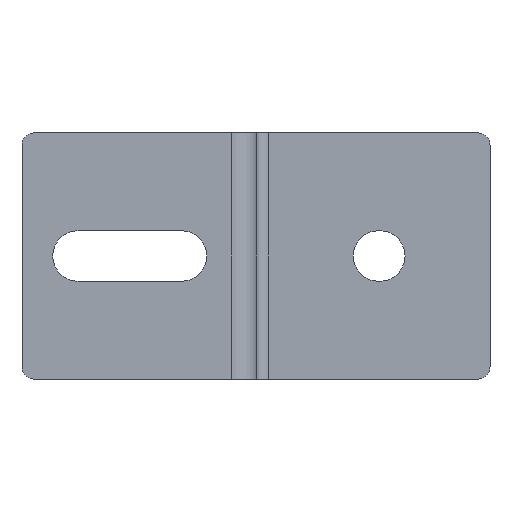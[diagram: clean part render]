
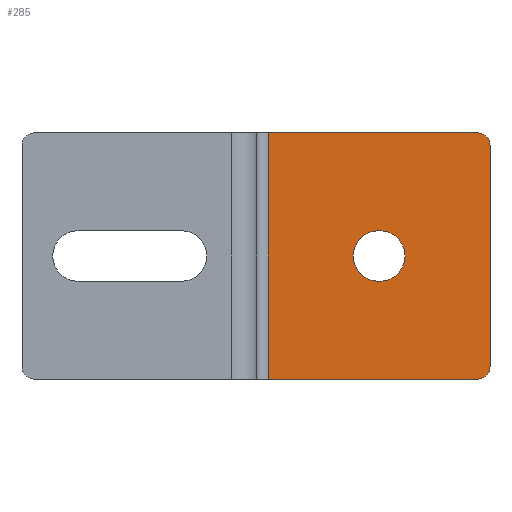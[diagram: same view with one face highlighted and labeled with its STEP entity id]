
A CAD part, left-side view. The second image highlights one B-rep face of the part: STEP entity #285.
In plain terms, the highlighted planar face has unit normal (-1, 0, 0).
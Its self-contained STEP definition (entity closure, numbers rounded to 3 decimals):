
#1 = ORIENTED_EDGE ( 'NONE', *, *, #26, .T. ) ;
#23 = DIRECTION ( 'NONE',  ( -1., 0., 0. ) ) ;
#26 = EDGE_CURVE ( 'NONE', #738, #81, #144, .T. ) ;
#29 = DIRECTION ( 'NONE',  ( -1., 0., 0. ) ) ;
#32 = DIRECTION ( 'NONE',  ( 1., 0., 0. ) ) ;
#49 = DIRECTION ( 'NONE',  ( 0., 1., 0. ) ) ;
#77 = CARTESIAN_POINT ( 'NONE',  ( -2., 0., 40. ) ) ;
#81 = VERTEX_POINT ( 'NONE', #545 ) ;
#86 = DIRECTION ( 'NONE',  ( 0., 0., 1. ) ) ;
#110 = DIRECTION ( 'NONE',  ( 0., -1., 0. ) ) ;
#128 = CARTESIAN_POINT ( 'NONE',  ( -2., -38., 38. ) ) ;
#142 = ORIENTED_EDGE ( 'NONE', *, *, #172, .F. ) ;
#144 = CIRCLE ( 'NONE', #595, 2. ) ;
#147 = VECTOR ( 'NONE', #920, 1000. ) ;
#172 = EDGE_CURVE ( 'NONE', #900, #977, #1003, .T. ) ;
#197 = LINE ( 'NONE', #535, #468 ) ;
#198 = AXIS2_PLACEMENT_3D ( 'NONE', #950, #901, #49 ) ;
#213 = CARTESIAN_POINT ( 'NONE',  ( -2., -4., 0. ) ) ;
#232 = VERTEX_POINT ( 'NONE', #236 ) ;
#236 = CARTESIAN_POINT ( 'NONE',  ( -2., -22.1, 24.1 ) ) ;
#240 = AXIS2_PLACEMENT_3D ( 'NONE', #280, #32, #620 ) ;
#257 = CARTESIAN_POINT ( 'NONE',  ( -2., -38., 2. ) ) ;
#258 = CIRCLE ( 'NONE', #1035, 4.1 ) ;
#280 = CARTESIAN_POINT ( 'NONE',  ( -2., -22.1, 20. ) ) ;
#285 = ADVANCED_FACE ( 'NONE', ( #952, #867 ), #945, .T. ) ;
#302 = DIRECTION ( 'NONE',  ( 1., 0., 0. ) ) ;
#334 = CARTESIAN_POINT ( 'NONE',  ( -2., 0., 24.1 ) ) ;
#337 = CARTESIAN_POINT ( 'NONE',  ( -2., -4., 40. ) ) ;
#344 = VERTEX_POINT ( 'NONE', #508 ) ;
#370 = ORIENTED_EDGE ( 'NONE', *, *, #446, .T. ) ;
#376 = CARTESIAN_POINT ( 'NONE',  ( -2., -21.9, 15.9 ) ) ;
#379 = EDGE_LOOP ( 'NONE', ( #503, #801, #643, #1, #689, #142 ) ) ;
#398 = DIRECTION ( 'NONE',  ( 0., 1., 0. ) ) ;
#404 = CARTESIAN_POINT ( 'NONE',  ( -2., -40., 40. ) ) ;
#430 = VERTEX_POINT ( 'NONE', #592 ) ;
#435 = CARTESIAN_POINT ( 'NONE',  ( -2., -40., 2. ) ) ;
#444 = DIRECTION ( 'NONE',  ( 0., -1., 0. ) ) ;
#445 = DIRECTION ( 'NONE',  ( 0., 1., 0. ) ) ;
#446 = EDGE_CURVE ( 'NONE', #344, #888, #831, .T. ) ;
#468 = VECTOR ( 'NONE', #445, 1000. ) ;
#470 = VERTEX_POINT ( 'NONE', #435 ) ;
#503 = ORIENTED_EDGE ( 'NONE', *, *, #536, .F. ) ;
#506 = VECTOR ( 'NONE', #668, 1000. ) ;
#508 = CARTESIAN_POINT ( 'NONE',  ( -2., -22.1, 15.9 ) ) ;
#523 = CARTESIAN_POINT ( 'NONE',  ( -2., -40., 38. ) ) ;
#530 = EDGE_CURVE ( 'NONE', #888, #430, #934, .T. ) ;
#532 = CARTESIAN_POINT ( 'NONE',  ( -2., 0., 40. ) ) ;
#535 = CARTESIAN_POINT ( 'NONE',  ( -2., 0., 0. ) ) ;
#536 = EDGE_CURVE ( 'NONE', #1039, #900, #197, .T. ) ;
#545 = CARTESIAN_POINT ( 'NONE',  ( -2., -38., 40. ) ) ;
#550 = ORIENTED_EDGE ( 'NONE', *, *, #530, .T. ) ;
#556 = AXIS2_PLACEMENT_3D ( 'NONE', #257, #23, #444 ) ;
#591 = EDGE_CURVE ( 'NONE', #738, #470, #652, .T. ) ;
#592 = CARTESIAN_POINT ( 'NONE',  ( -2., -21.9, 24.1 ) ) ;
#595 = AXIS2_PLACEMENT_3D ( 'NONE', #128, #955, #110 ) ;
#620 = DIRECTION ( 'NONE',  ( 0., 1., 0. ) ) ;
#643 = ORIENTED_EDGE ( 'NONE', *, *, #591, .F. ) ;
#652 = LINE ( 'NONE', #404, #147 ) ;
#668 = DIRECTION ( 'NONE',  ( 0., -1., 0. ) ) ;
#689 = ORIENTED_EDGE ( 'NONE', *, *, #1059, .T. ) ;
#702 = CARTESIAN_POINT ( 'NONE',  ( -2., -26.2, 20. ) ) ;
#705 = DIRECTION ( 'NONE',  ( 0., 1., 0. ) ) ;
#711 = VECTOR ( 'NONE', #398, 1000. ) ;
#715 = EDGE_CURVE ( 'NONE', #430, #232, #906, .T. ) ;
#738 = VERTEX_POINT ( 'NONE', #523 ) ;
#751 = ORIENTED_EDGE ( 'NONE', *, *, #818, .T. ) ;
#762 = EDGE_CURVE ( 'NONE', #1039, #470, #802, .T. ) ;
#767 = DIRECTION ( 'NONE',  ( 0., 1., 0. ) ) ;
#799 = CARTESIAN_POINT ( 'NONE',  ( -2., -4., 40. ) ) ;
#801 = ORIENTED_EDGE ( 'NONE', *, *, #762, .T. ) ;
#802 = CIRCLE ( 'NONE', #556, 2. ) ;
#812 = CARTESIAN_POINT ( 'NONE',  ( -2., -38., 0. ) ) ;
#818 = EDGE_CURVE ( 'NONE', #232, #864, #860, .T. ) ;
#831 = LINE ( 'NONE', #857, #879 ) ;
#845 = ORIENTED_EDGE ( 'NONE', *, *, #715, .T. ) ;
#857 = CARTESIAN_POINT ( 'NONE',  ( -2., 0., 15.9 ) ) ;
#860 = CIRCLE ( 'NONE', #240, 4.1 ) ;
#864 = VERTEX_POINT ( 'NONE', #702 ) ;
#867 = FACE_OUTER_BOUND ( 'NONE', #379, .T. ) ;
#879 = VECTOR ( 'NONE', #767, 1000. ) ;
#888 = VERTEX_POINT ( 'NONE', #376 ) ;
#900 = VERTEX_POINT ( 'NONE', #213 ) ;
#901 = DIRECTION ( 'NONE',  ( 1., 0., 0. ) ) ;
#906 = LINE ( 'NONE', #334, #506 ) ;
#916 = ORIENTED_EDGE ( 'NONE', *, *, #933, .T. ) ;
#917 = LINE ( 'NONE', #77, #711 ) ;
#920 = DIRECTION ( 'NONE',  ( 0., 0., -1. ) ) ;
#933 = EDGE_CURVE ( 'NONE', #864, #344, #258, .T. ) ;
#934 = CIRCLE ( 'NONE', #198, 4.1 ) ;
#945 = PLANE ( 'NONE',  #988 ) ;
#950 = CARTESIAN_POINT ( 'NONE',  ( -2., -21.9, 20. ) ) ;
#952 = FACE_BOUND ( 'NONE', #1046, .T. ) ;
#955 = DIRECTION ( 'NONE',  ( -1., 0., 0. ) ) ;
#967 = CARTESIAN_POINT ( 'NONE',  ( -2., -22.1, 20. ) ) ;
#977 = VERTEX_POINT ( 'NONE', #799 ) ;
#985 = VECTOR ( 'NONE', #86, 1000. ) ;
#988 = AXIS2_PLACEMENT_3D ( 'NONE', #532, #29, #1027 ) ;
#1003 = LINE ( 'NONE', #337, #985 ) ;
#1027 = DIRECTION ( 'NONE',  ( 0., -1., 0. ) ) ;
#1035 = AXIS2_PLACEMENT_3D ( 'NONE', #967, #302, #705 ) ;
#1039 = VERTEX_POINT ( 'NONE', #812 ) ;
#1046 = EDGE_LOOP ( 'NONE', ( #370, #550, #845, #751, #916 ) ) ;
#1059 = EDGE_CURVE ( 'NONE', #81, #977, #917, .T. ) ;
